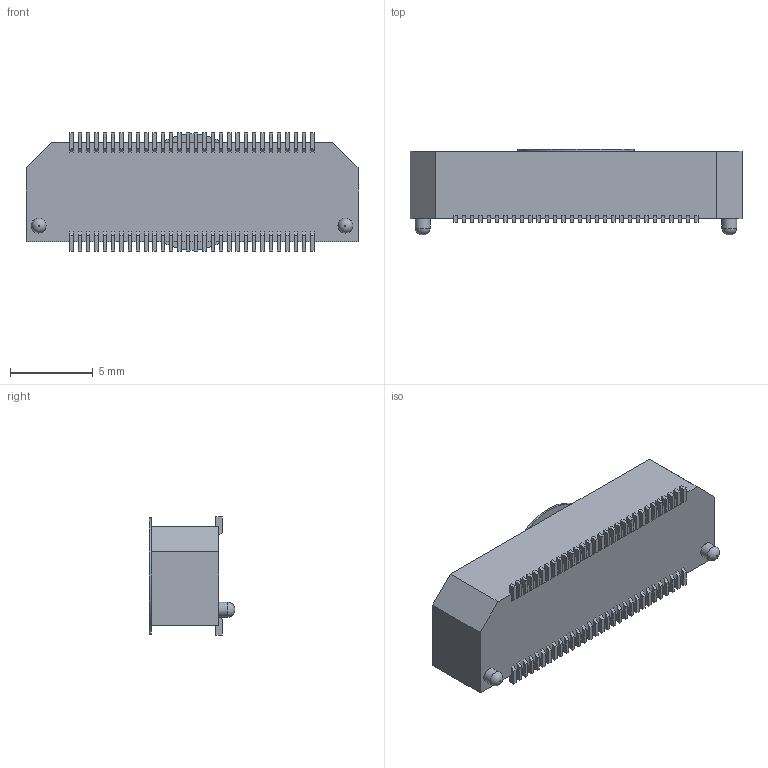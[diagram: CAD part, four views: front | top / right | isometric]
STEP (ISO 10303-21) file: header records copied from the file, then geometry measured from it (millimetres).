
FILE_DESCRIPTION(/* description */ ('STEP AP214'),/* implementation_level */ '2;1');
FILE_NAME(/* name */ 'BTH-030-01-L-D-A-K-TR',/* time_stamp */ '2024-09-18T11:35:38+02:00',/* author */ ('License CC BY-ND 4.0'),/* organization */ ('CADENAS'),/* preprocessor_version */ 'ST-DEVELOPER v19.3',/* originating_system */ 'PARTsolutions',/* authorisation */ ' ');
FILE_SCHEMA (('AUTOMOTIVE_DESIGN {1 0 10303 214 3 1 1}'));
Length unit declared in the file: inch
Products named in the file (5): BTH-030-01-L-D-A-K-TR; BTH-030-01-D-A_terminal; T-1S39-01-030-L; T-1S39-01-030-F2; K-DOT-0.276-0.375-0.005__p_p
Assembly tree (4 placements, depth 2):
  BTH-030-01-L-D-A-K-TR
    BTH-030-01-D-A_terminal
    T-1S39-01-030-L
    T-1S39-01-030-F2
    K-DOT-0.276-0.375-0.005__p_p
Bounding box: 20 x 5.14 x 7.11 mm (x, y, z)
Volume: 337.8 mm3; surface area: 1266.2 mm2
Topology: 4 solids, 4 shells, 1354 faces, 3909 edges, 2450 vertices
Faces by surface type: plane 1349, cylinder 3, torus 2
Full cylindrical faces by diameter (mm): 0.889 x2, 7.01 x1
Entity records: 43218 total; most frequent: ORIENTED_EDGE 7804, CARTESIAN_POINT 7709, DIRECTION 6628, EDGE_CURVE 3902, LINE 3894, VECTOR 3894, VERTEX_POINT 2448, AXIS2_PLACEMENT_3D 1367
